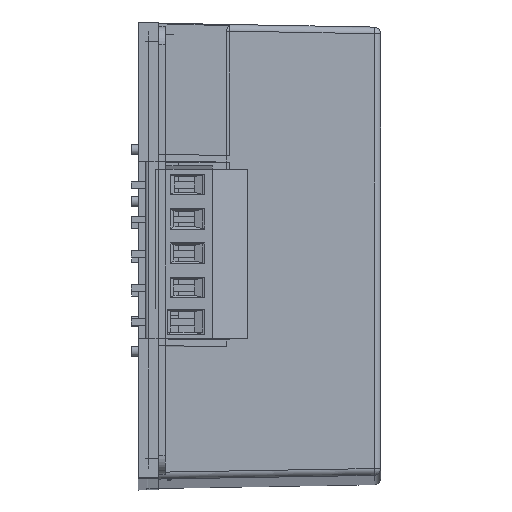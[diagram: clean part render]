
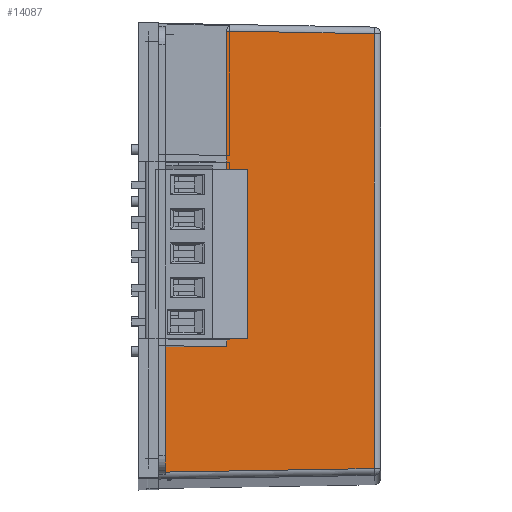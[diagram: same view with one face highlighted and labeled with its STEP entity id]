
A CAD part, top view. The second image highlights one B-rep face of the part: STEP entity #14087.
In plain terms, the highlighted planar face has unit normal (0.018, 0.014, 1).
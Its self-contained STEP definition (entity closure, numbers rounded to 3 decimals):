
#57 = VERTEX_POINT ( 'NONE', #19700 ) ;
#742 = DIRECTION ( 'NONE',  ( 1., 0.017, -0.018 ) ) ;
#1159 = VERTEX_POINT ( 'NONE', #15775 ) ;
#1237 = DIRECTION ( 'NONE',  ( 0., -1., 0.014 ) ) ;
#1306 = CARTESIAN_POINT ( 'NONE',  ( 48.578, -25.747, 0.447 ) ) ;
#1577 = CARTESIAN_POINT ( 'NONE',  ( 48.578, -25.747, 0.447 ) ) ;
#1667 = VECTOR ( 'NONE', #20957, 1000. ) ;
#1989 = LINE ( 'NONE', #17184, #20050 ) ;
#2287 = EDGE_CURVE ( 'NONE', #12441, #14219, #14258, .T. ) ;
#2803 = LINE ( 'NONE', #12867, #15711 ) ;
#3081 = DIRECTION ( 'NONE',  ( 0.017, 0.014, 1. ) ) ;
#3100 = DIRECTION ( 'NONE',  ( 0., -1., 0.014 ) ) ;
#3235 = CARTESIAN_POINT ( 'NONE',  ( 48.584, -6.677, 0.182 ) ) ;
#3637 = CARTESIAN_POINT ( 'NONE',  ( 48.584, -5.678, 0.168 ) ) ;
#3638 = ORIENTED_EDGE ( 'NONE', *, *, #20194, .T. ) ;
#3716 = CARTESIAN_POINT ( 'NONE',  ( 70.485, -25.759, 0.064 ) ) ;
#3724 = VECTOR ( 'NONE', #19790, 1000. ) ;
#3749 = EDGE_CURVE ( 'NONE', #17847, #18105, #10460, .T. ) ;
#3768 = LINE ( 'NONE', #17498, #13128 ) ;
#4908 = FACE_OUTER_BOUND ( 'NONE', #15525, .T. ) ;
#6406 = EDGE_CURVE ( 'NONE', #8987, #1159, #3768, .T. ) ;
#6607 = CARTESIAN_POINT ( 'NONE',  ( 48.592, 20.72, -0.197 ) ) ;
#6620 = ORIENTED_EDGE ( 'NONE', *, *, #3749, .T. ) ;
#7054 = CARTESIAN_POINT ( 'NONE',  ( 70.505, 39.795, -0.844 ) ) ;
#7255 = DIRECTION ( 'NONE',  ( 0., 1., -0.014 ) ) ;
#7292 = CARTESIAN_POINT ( 'NONE',  ( 48.598, 40.189, -0.467 ) ) ;
#7345 = CARTESIAN_POINT ( 'NONE',  ( 70.485, -24.777, 0.051 ) ) ;
#8009 = ORIENTED_EDGE ( 'NONE', *, *, #13269, .T. ) ;
#8426 = LINE ( 'NONE', #14524, #3724 ) ;
#8771 = VERTEX_POINT ( 'NONE', #6607 ) ;
#8784 = DIRECTION ( 'NONE',  ( 0., -1., 0.014 ) ) ;
#8843 = ORIENTED_EDGE ( 'NONE', *, *, #10040, .T. ) ;
#8987 = VERTEX_POINT ( 'NONE', #7292 ) ;
#9077 = VECTOR ( 'NONE', #1237, 1000. ) ;
#9452 = ORIENTED_EDGE ( 'NONE', *, *, #2287, .T. ) ;
#9479 = ORIENTED_EDGE ( 'NONE', *, *, #14718, .T. ) ;
#10040 = EDGE_CURVE ( 'NONE', #1159, #8771, #22381, .T. ) ;
#10211 = AXIS2_PLACEMENT_3D ( 'NONE', #13609, #3081, #15350 ) ;
#10460 = LINE ( 'NONE', #12325, #1667 ) ;
#10901 = LINE ( 'NONE', #11257, #14984 ) ;
#11257 = CARTESIAN_POINT ( 'NONE',  ( 71.45, -24.76, 0.034 ) ) ;
#11306 = LINE ( 'NONE', #1577, #20014 ) ;
#11548 = CARTESIAN_POINT ( 'NONE',  ( 38.473, -6.672, 0.359 ) ) ;
#11997 = DIRECTION ( 'NONE',  ( 0., -1., 0.014 ) ) ;
#12325 = CARTESIAN_POINT ( 'NONE',  ( 71.473, -6.69, -0.217 ) ) ;
#12441 = VERTEX_POINT ( 'NONE', #7345 ) ;
#12867 = CARTESIAN_POINT ( 'NONE',  ( 48.578, -25.747, 0.447 ) ) ;
#12961 = EDGE_CURVE ( 'NONE', #8771, #20090, #2803, .T. ) ;
#13128 = VECTOR ( 'NONE', #8784, 1000. ) ;
#13269 = EDGE_CURVE ( 'NONE', #20090, #17847, #11306, .T. ) ;
#13609 = CARTESIAN_POINT ( 'NONE',  ( 71.467, -25.76, 0.047 ) ) ;
#14087 = ADVANCED_FACE ( 'NONE', ( #4908 ), #15274, .T. ) ;
#14219 = VERTEX_POINT ( 'NONE', #7054 ) ;
#14258 = LINE ( 'NONE', #3716, #18370 ) ;
#14296 = ORIENTED_EDGE ( 'NONE', *, *, #12961, .T. ) ;
#14524 = CARTESIAN_POINT ( 'NONE',  ( 72.631, 39.757, -0.881 ) ) ;
#14718 = EDGE_CURVE ( 'NONE', #18105, #57, #1989, .T. ) ;
#14984 = VECTOR ( 'NONE', #742, 1000. ) ;
#15274 = PLANE ( 'NONE',  #10211 ) ;
#15350 = DIRECTION ( 'NONE',  ( -1., 0.001, 0.017 ) ) ;
#15525 = EDGE_LOOP ( 'NONE', ( #9452, #3638, #16494, #8843, #14296, #8009, #6620, #9479, #16036 ) ) ;
#15711 = VECTOR ( 'NONE', #19866, 1000. ) ;
#15775 = CARTESIAN_POINT ( 'NONE',  ( 48.593, 21.72, -0.211 ) ) ;
#16036 = ORIENTED_EDGE ( 'NONE', *, *, #20265, .T. ) ;
#16494 = ORIENTED_EDGE ( 'NONE', *, *, #6406, .T. ) ;
#17184 = CARTESIAN_POINT ( 'NONE',  ( 38.467, -26.32, 0.631 ) ) ;
#17498 = CARTESIAN_POINT ( 'NONE',  ( 48.578, -25.747, 0.447 ) ) ;
#17847 = VERTEX_POINT ( 'NONE', #3235 ) ;
#18105 = VERTEX_POINT ( 'NONE', #11548 ) ;
#18370 = VECTOR ( 'NONE', #7255, 1000. ) ;
#19700 = CARTESIAN_POINT ( 'NONE',  ( 38.468, -25.318, 0.617 ) ) ;
#19790 = DIRECTION ( 'NONE',  ( -1., 0.018, 0.017 ) ) ;
#19866 = DIRECTION ( 'NONE',  ( 0., -1., 0.014 ) ) ;
#20014 = VECTOR ( 'NONE', #3100, 1000. ) ;
#20050 = VECTOR ( 'NONE', #11997, 1000. ) ;
#20090 = VERTEX_POINT ( 'NONE', #3637 ) ;
#20194 = EDGE_CURVE ( 'NONE', #14219, #8987, #8426, .T. ) ;
#20265 = EDGE_CURVE ( 'NONE', #57, #12441, #10901, .T. ) ;
#20957 = DIRECTION ( 'NONE',  ( -1., 0.001, 0.017 ) ) ;
#22381 = LINE ( 'NONE', #1306, #9077 ) ;
